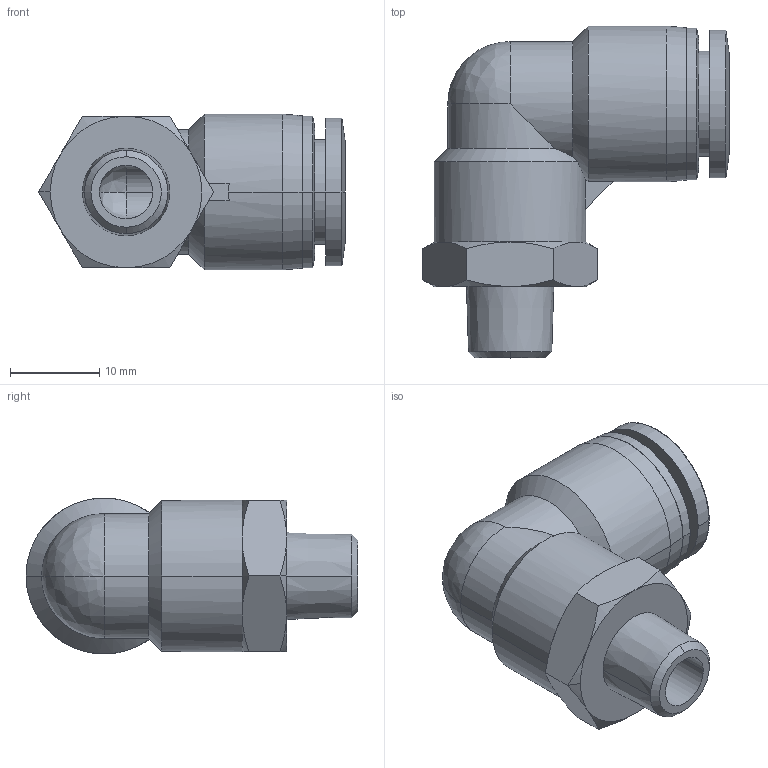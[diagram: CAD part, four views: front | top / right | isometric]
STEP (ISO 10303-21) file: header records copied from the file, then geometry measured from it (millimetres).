
FILE_DESCRIPTION (( 'STEP AP214' ), '1' );
FILE_NAME ('ME10M-18R.step', '2016-02-24T20:40:54', ( '' ), ( '' ), 'SwSTEP 2.0', 'SolidWorks 2015', '' );
FILE_SCHEMA (( 'AUTOMOTIVE_DESIGN' ));
Length unit declared in the file: inch
Products named in the file (1): ME10M-18R
Bounding box: 34.41 x 37.25 x 17.5 mm (x, y, z)
Volume: 7143.5 mm3; surface area: 4386.6 mm2
Topology: 1 solids, 1 shells, 71 faces, 168 edges, 100 vertices
Faces by surface type: cone 27, cylinder 20, plane 16, bspline 6, torus 2
Entity records: 3136 total; most frequent: CARTESIAN_POINT 602, DIRECTION 337, ORIENTED_EDGE 328, EDGE_CURVE 164, AXIS2_PLACEMENT_3D 147, VERTEX_POINT 100, CIRCLE 81, EDGE_LOOP 78
